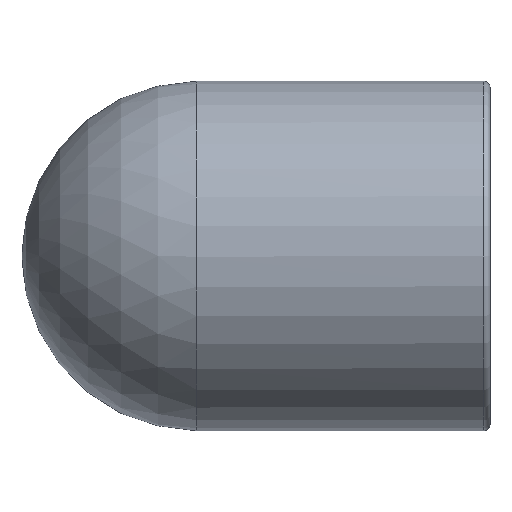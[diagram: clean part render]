
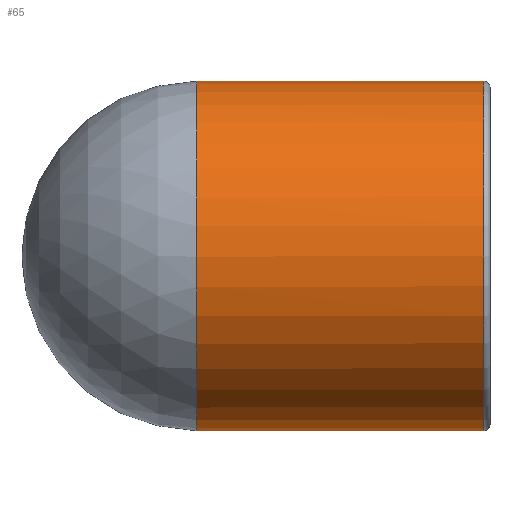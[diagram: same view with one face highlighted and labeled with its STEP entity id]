
A CAD part, left-side view. The second image highlights one B-rep face of the part: STEP entity #65.
In plain terms, the highlighted cylindrical face has radius 21 mm (diameter 42 mm), a full revolution.
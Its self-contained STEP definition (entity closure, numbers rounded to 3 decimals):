
#65 = ADVANCED_FACE( '', ( #146, #147 ), #148, .T. );
#146 = FACE_OUTER_BOUND( '', #281, .T. );
#147 = FACE_OUTER_BOUND( '', #282, .T. );
#148 = CYLINDRICAL_SURFACE( '', #283, 21. );
#281 = EDGE_LOOP( '', ( #401 ) );
#282 = EDGE_LOOP( '', ( #402, #403 ) );
#283 = AXIS2_PLACEMENT_3D( '', #404, #405, #406 );
#401 = ORIENTED_EDGE( '', *, *, #593, .F. );
#402 = ORIENTED_EDGE( '', *, *, #594, .F. );
#403 = ORIENTED_EDGE( '', *, *, #591, .T. );
#404 = CARTESIAN_POINT( '', ( 0., 0., 0. ) );
#405 = DIRECTION( '', ( 0., 1., 0. ) );
#406 = DIRECTION( '', ( 0., 0., -1. ) );
#591 = EDGE_CURVE( '', #685, #688, #690, .T. );
#593 = EDGE_CURVE( '', #692, #692, #693, .T. );
#594 = EDGE_CURVE( '', #685, #688, #694, .T. );
#685 = VERTEX_POINT( '', #914 );
#688 = VERTEX_POINT( '', #956 );
#690 = CIRCLE( '', #997, 21. );
#692 = VERTEX_POINT( '', #999 );
#693 = CIRCLE( '', #1000, 21. );
#694 = B_SPLINE_CURVE_WITH_KNOTS( '', 3, ( #1001, #1002, #1003, #1004, #1005, #1006, #1007, #1008, #1009, #1010, #1011, #1012, #1013, #1014, #1015, #1016, #1017, #1018, #1019, #1020, #1021, #1022, #1023, #1024, #1025, #1026, #1027, #1028, #1029, #1030, #1031, #1032 ), .UNSPECIFIED., .F., .F., ( 4, 2, 2, 2, 2, 2, 2, 2, 2, 2, 2, 2, 2, 2, 2, 4 ), ( 0.051, 0.053, 0.054, 0.057, 0.058, 0.059, 0.061, 0.062, 0.064, 0.067, 0.069, 0.07, 0.072, 0.073, 0.075, 0.076 ), .UNSPECIFIED. );
#914 = CARTESIAN_POINT( '', ( 18.076, 35.221, 10.689 ) );
#956 = CARTESIAN_POINT( '', ( 18.076, 35.221, -10.689 ) );
#997 = AXIS2_PLACEMENT_3D( '', #1145, #1146, #1147 );
#999 = CARTESIAN_POINT( '', ( 0., 0.75, -21. ) );
#1000 = AXIS2_PLACEMENT_3D( '', #1148, #1149, #1150 );
#1001 = CARTESIAN_POINT( '', ( 18.076, 35.221, 10.689 ) );
#1002 = CARTESIAN_POINT( '', ( 18.252, 34.812, 10.392 ) );
#1003 = CARTESIAN_POINT( '', ( 18.431, 34.422, 10.073 ) );
#1004 = CARTESIAN_POINT( '', ( 18.788, 33.678, 9.389 ) );
#1005 = CARTESIAN_POINT( '', ( 18.968, 33.322, 9.021 ) );
#1006 = CARTESIAN_POINT( '', ( 19.488, 32.328, 7.869 ) );
#1007 = CARTESIAN_POINT( '', ( 19.811, 31.757, 7.031 ) );
#1008 = CARTESIAN_POINT( '', ( 20.159, 31.16, 5.888 ) );
#1009 = CARTESIAN_POINT( '', ( 20.226, 31.047, 5.654 ) );
#1010 = CARTESIAN_POINT( '', ( 20.353, 30.832, 5.177 ) );
#1011 = CARTESIAN_POINT( '', ( 20.414, 30.731, 4.932 ) );
#1012 = CARTESIAN_POINT( '', ( 20.583, 30.452, 4.196 ) );
#1013 = CARTESIAN_POINT( '', ( 20.679, 30.296, 3.696 ) );
#1014 = CARTESIAN_POINT( '', ( 20.835, 30.043, 2.677 ) );
#1015 = CARTESIAN_POINT( '', ( 20.896, 29.946, 2.158 ) );
#1016 = CARTESIAN_POINT( '', ( 20.978, 29.815, 1.1 ) );
#1017 = CARTESIAN_POINT( '', ( 20.999, 29.78, 0.557 ) );
#1018 = CARTESIAN_POINT( '', ( 21.001, 29.778, -1.055 ) );
#1019 = CARTESIAN_POINT( '', ( 20.92, 29.905, -2.111 ) );
#1020 = CARTESIAN_POINT( '', ( 20.683, 30.288, -3.67 ) );
#1021 = CARTESIAN_POINT( '', ( 20.587, 30.446, -4.176 ) );
#1022 = CARTESIAN_POINT( '', ( 20.363, 30.815, -5.156 ) );
#1023 = CARTESIAN_POINT( '', ( 20.237, 31.027, -5.631 ) );
#1024 = CARTESIAN_POINT( '', ( 19.957, 31.506, -6.552 ) );
#1025 = CARTESIAN_POINT( '', ( 19.804, 31.773, -7. ) );
#1026 = CARTESIAN_POINT( '', ( 19.484, 32.348, -7.847 ) );
#1027 = CARTESIAN_POINT( '', ( 19.316, 32.658, -8.251 ) );
#1028 = CARTESIAN_POINT( '', ( 18.97, 33.319, -9.018 ) );
#1029 = CARTESIAN_POINT( '', ( 18.792, 33.671, -9.382 ) );
#1030 = CARTESIAN_POINT( '', ( 18.431, 34.421, -10.072 ) );
#1031 = CARTESIAN_POINT( '', ( 18.251, 34.813, -10.392 ) );
#1032 = CARTESIAN_POINT( '', ( 18.076, 35.221, -10.689 ) );
#1145 = CARTESIAN_POINT( '', ( 0., 35.221, 0. ) );
#1146 = DIRECTION( '', ( 0., -1., 0. ) );
#1147 = DIRECTION( '', ( 0., 0., -1. ) );
#1148 = CARTESIAN_POINT( '', ( 0., 0.75, 0. ) );
#1149 = DIRECTION( '', ( 0., -1., 0. ) );
#1150 = DIRECTION( '', ( 0., 0., -1. ) );
